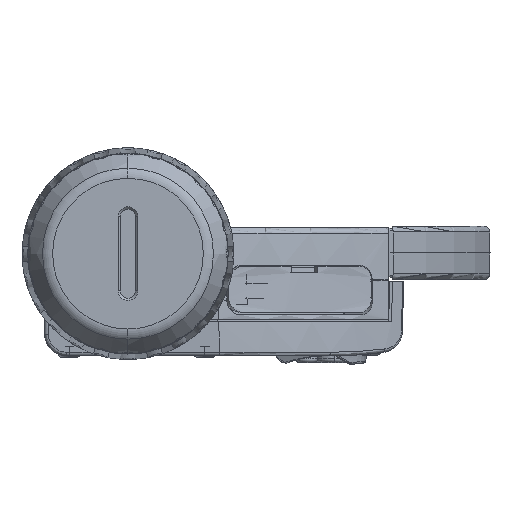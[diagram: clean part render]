
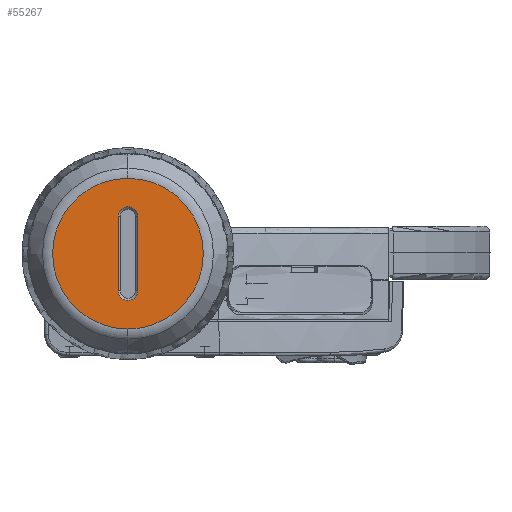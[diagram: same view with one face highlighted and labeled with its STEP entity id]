
A CAD part, left-side view. The second image highlights one B-rep face of the part: STEP entity #55267.
In plain terms, the highlighted face is planar.
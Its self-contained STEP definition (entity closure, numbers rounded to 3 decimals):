
#54748=CARTESIAN_POINT('',(6.5,0.,0.));
#54749=DIRECTION('',(1.,0.,0.));
#54750=DIRECTION('',(0.,0.,-1.));
#54751=AXIS2_PLACEMENT_3D('',#54748,#54749,#54750);
#54753=CARTESIAN_POINT('',(6.5,0.,0.));
#54754=DIRECTION('',(1.,0.,0.));
#54755=DIRECTION('',(0.,0.,1.));
#54756=AXIS2_PLACEMENT_3D('',#54753,#54754,#54755);
#54758=CARTESIAN_POINT('',(6.5,0.,-5.));
#54759=DIRECTION('',(-1.,0.,0.));
#54760=DIRECTION('',(0.,1.,0.));
#54761=AXIS2_PLACEMENT_3D('',#54758,#54759,#54760);
#54763=DIRECTION('',(0.,0.,-1.));
#54764=VECTOR('',#54763,10.);
#54765=CARTESIAN_POINT('',(6.5,1.3,5.));
#54766=LINE('',#54765,#54764);
#54767=CARTESIAN_POINT('',(6.5,0.,5.));
#54768=DIRECTION('',(-1.,0.,0.));
#54769=DIRECTION('',(0.,-1.,0.));
#54770=AXIS2_PLACEMENT_3D('',#54767,#54768,#54769);
#54772=DIRECTION('',(0.,0.,1.));
#54773=VECTOR('',#54772,10.);
#54774=CARTESIAN_POINT('',(6.5,-1.3,
-5.));
#54775=LINE('',#54774,#54773);
#54911=CARTESIAN_POINT('',(6.5,0.,-10.136));
#54912=CARTESIAN_POINT('',(6.5,0.,10.136));
#54913=VERTEX_POINT('',#54911);
#54914=VERTEX_POINT('',#54912);
#54935=CARTESIAN_POINT('',(6.5,1.3,-5.));
#54936=CARTESIAN_POINT('',(6.5,-1.3,-5.));
#54937=VERTEX_POINT('',#54935);
#54938=VERTEX_POINT('',#54936);
#54943=CARTESIAN_POINT('',(6.5,-1.3,
5.));
#54944=VERTEX_POINT('',#54943);
#54947=CARTESIAN_POINT('',(6.5,1.3,5.));
#54948=VERTEX_POINT('',#54947);
#55247=CARTESIAN_POINT('',(6.5,0.,0.));
#55248=DIRECTION('',(1.,0.,0.));
#55249=DIRECTION('',(0.,-1.,0.));
#55250=AXIS2_PLACEMENT_3D('',#55247,#55248,#55249);
#55251=PLANE('',#55250);
#55253=ORIENTED_EDGE('',*,*,#55252,.F.);
#55254=ORIENTED_EDGE('',*,*,#55237,.F.);
#55255=EDGE_LOOP('',(#55253,#55254));
#55256=FACE_OUTER_BOUND('',#55255,.F.);
#55258=ORIENTED_EDGE('',*,*,#55257,.F.);
#55260=ORIENTED_EDGE('',*,*,#55259,.F.);
#55262=ORIENTED_EDGE('',*,*,#55261,.F.);
#55264=ORIENTED_EDGE('',*,*,#55263,.F.);
#55265=EDGE_LOOP('',(#55258,#55260,#55262,#55264));
#55266=FACE_BOUND('',#55265,.F.);
#55267=ADVANCED_FACE('',(#55256,#55266),#55251,.T.);
#54752=CIRCLE('',#54751,10.136);
#54757=CIRCLE('',#54756,10.136);
#54762=CIRCLE('',#54761,1.3);
#54771=CIRCLE('',#54770,1.3);
#55237=EDGE_CURVE('',#54914,#54913,#54757,.T.);
#55252=EDGE_CURVE('',#54913,#54914,#54752,.T.);
#55257=EDGE_CURVE('',#54937,#54938,#54762,.T.);
#55259=EDGE_CURVE('',#54948,#54937,#54766,.T.);
#55261=EDGE_CURVE('',#54944,#54948,#54771,.T.);
#55263=EDGE_CURVE('',#54938,#54944,#54775,.T.);
